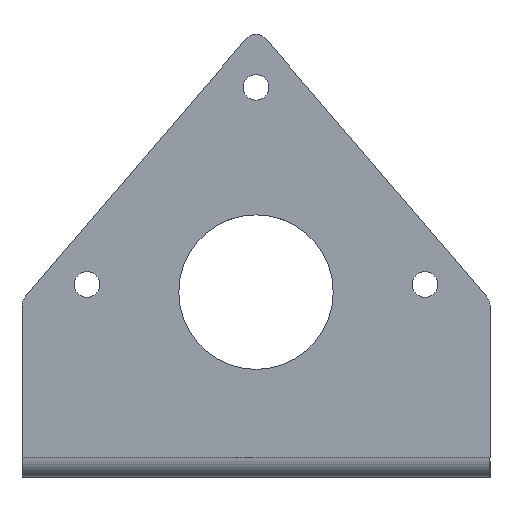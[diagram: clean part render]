
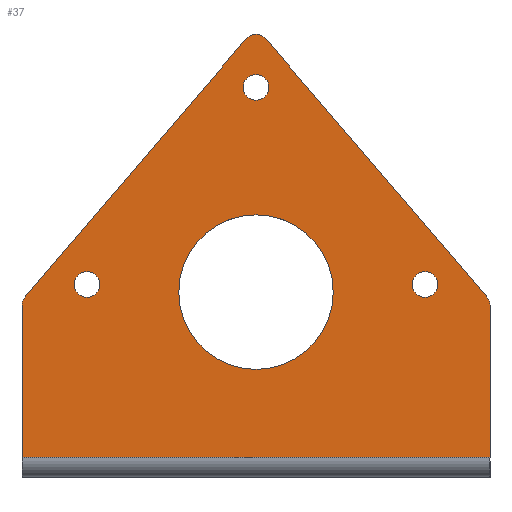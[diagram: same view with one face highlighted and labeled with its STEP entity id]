
A CAD part, top view. The second image highlights one B-rep face of the part: STEP entity #37.
In plain terms, the highlighted planar face has unit normal (0, 0, 1).
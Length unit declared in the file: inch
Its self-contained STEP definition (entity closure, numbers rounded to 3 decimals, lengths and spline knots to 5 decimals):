
#1 = ORIENTED_EDGE ( 'NONE', *, *, #466, .T. ) ;
#10 = CARTESIAN_POINT ( 'NONE',  ( 1.7233, 4.17236, 0.125 ) ) ;
#20 = DIRECTION ( 'NONE',  ( 1., 0., 0. ) ) ;
#24 = AXIS2_PLACEMENT_3D ( 'NONE', #178, #611, #469 ) ;
#35 = DIRECTION ( 'NONE',  ( 1., 0., 0. ) ) ;
#37 = ADVANCED_FACE ( 'NONE', ( #194, #478, #385, #411, #402 ), #552, .T. ) ;
#46 = ORIENTED_EDGE ( 'NONE', *, *, #167, .T. ) ;
#50 = CARTESIAN_POINT ( 'NONE',  ( 1.87513, 4.17236, 0.125 ) ) ;
#52 = DIRECTION ( 'NONE',  ( -0.651, 0.759, 0. ) ) ;
#64 = EDGE_CURVE ( 'NONE', #818, #818, #196, .T. ) ;
#66 = CARTESIAN_POINT ( 'NONE',  ( 3.59843, -2.46498, 0.125 ) ) ;
#77 = CARTESIAN_POINT ( 'NONE',  ( 0., -2.46498, 0.125 ) ) ;
#80 = DIRECTION ( 'NONE',  ( 0., 1., 0. ) ) ;
#89 = ORIENTED_EDGE ( 'NONE', *, *, #267, .F. ) ;
#91 = CIRCLE ( 'NONE', #453, 0.09843 ) ;
#94 = CARTESIAN_POINT ( 'NONE',  ( 3.09843, 2.28464, 0.125 ) ) ;
#102 = VERTEX_POINT ( 'NONE', #50 ) ;
#105 = DIRECTION ( 'NONE',  ( 1., 0., 0. ) ) ;
#106 = CARTESIAN_POINT ( 'NONE',  ( 1.79921, 2.22559, 0.125 ) ) ;
#140 = VERTEX_POINT ( 'NONE', #141 ) ;
#141 = CARTESIAN_POINT ( 'NONE',  ( 1.89764, 3.8, 0.125 ) ) ;
#143 = ORIENTED_EDGE ( 'NONE', *, *, #672, .F. ) ;
#166 = DIRECTION ( 'NONE',  ( 1., 0., 0. ) ) ;
#167 = EDGE_CURVE ( 'NONE', #179, #713, #295, .T. ) ;
#172 = LINE ( 'NONE', #66, #339 ) ;
#176 = ORIENTED_EDGE ( 'NONE', *, *, #308, .F. ) ;
#178 = CARTESIAN_POINT ( 'NONE',  ( 0.5, 2.28464, 0.125 ) ) ;
#179 = VERTEX_POINT ( 'NONE', #700 ) ;
#194 = FACE_BOUND ( 'NONE', #621, .T. ) ;
#196 = CIRCLE ( 'NONE', #24, 0.09843 ) ;
#207 = VECTOR ( 'NONE', #80, 39.37008 ) ;
#212 = DIRECTION ( 'NONE',  ( -0.651, -0.759, 0. ) ) ;
#232 = EDGE_LOOP ( 'NONE', ( #606 ) ) ;
#237 = CARTESIAN_POINT ( 'NONE',  ( 2.39321, 2.22559, 0.125 ) ) ;
#267 = EDGE_CURVE ( 'NONE', #179, #781, #470, .T. ) ;
#286 = VERTEX_POINT ( 'NONE', #639 ) ;
#295 = LINE ( 'NONE', #515, #330 ) ;
#298 = CARTESIAN_POINT ( 'NONE',  ( 3.59843, 0.95459, 0.125 ) ) ;
#302 = DIRECTION ( 'NONE',  ( 0., 0., 1. ) ) ;
#308 = EDGE_CURVE ( 'NONE', #140, #140, #91, .T. ) ;
#323 = ORIENTED_EDGE ( 'NONE', *, *, #675, .T. ) ;
#324 = CARTESIAN_POINT ( 'NONE',  ( 3.59843, 2.12537, 0.125 ) ) ;
#330 = VECTOR ( 'NONE', #873, 39.37008 ) ;
#332 = VERTEX_POINT ( 'NONE', #324 ) ;
#334 = VECTOR ( 'NONE', #212, 39.37008 ) ;
#339 = VECTOR ( 'NONE', #559, 39.37008 ) ;
#346 = CARTESIAN_POINT ( 'NONE',  ( 0., 2.12537, 0.125 ) ) ;
#351 = LINE ( 'NONE', #415, #334 ) ;
#359 = ORIENTED_EDGE ( 'NONE', *, *, #737, .F. ) ;
#365 = ORIENTED_EDGE ( 'NONE', *, *, #875, .T. ) ;
#375 = AXIS2_PLACEMENT_3D ( 'NONE', #791, #302, #727 ) ;
#385 = FACE_BOUND ( 'NONE', #667, .T. ) ;
#402 = FACE_OUTER_BOUND ( 'NONE', #468, .T. ) ;
#404 = EDGE_LOOP ( 'NONE', ( #359 ) ) ;
#411 = FACE_BOUND ( 'NONE', #404, .T. ) ;
#415 = CARTESIAN_POINT ( 'NONE',  ( -1.53261, 0.37478, 0.125 ) ) ;
#426 = AXIS2_PLACEMENT_3D ( 'NONE', #661, #592, #105 ) ;
#427 = DIRECTION ( 'NONE',  ( 0., 0., 1. ) ) ;
#433 = CIRCLE ( 'NONE', #681, 0.09843 ) ;
#436 = VERTEX_POINT ( 'NONE', #817 ) ;
#443 = DIRECTION ( 'NONE',  ( 0., 0., -1. ) ) ;
#445 = VERTEX_POINT ( 'NONE', #695 ) ;
#452 = ORIENTED_EDGE ( 'NONE', *, *, #684, .T. ) ;
#453 = AXIS2_PLACEMENT_3D ( 'NONE', #832, #427, #20 ) ;
#454 = DIRECTION ( 'NONE',  ( 1., 0., 0. ) ) ;
#459 = CARTESIAN_POINT ( 'NONE',  ( 5.11442, 0.39416, 0.125 ) ) ;
#466 = EDGE_CURVE ( 'NONE', #713, #332, #172, .T. ) ;
#468 = EDGE_LOOP ( 'NONE', ( #89, #46, #1, #838, #658, #323, #365, #452 ) ) ;
#469 = DIRECTION ( 'NONE',  ( 1., 0., 0. ) ) ;
#470 = LINE ( 'NONE', #77, #207 ) ;
#478 = FACE_BOUND ( 'NONE', #232, .T. ) ;
#490 = CARTESIAN_POINT ( 'NONE',  ( 1.7796, -2.46498, 0.125 ) ) ;
#515 = CARTESIAN_POINT ( 'NONE',  ( 0., 0.95459, 0.125 ) ) ;
#519 = DIRECTION ( 'NONE',  ( 0., 0., 1. ) ) ;
#528 = AXIS2_PLACEMENT_3D ( 'NONE', #106, #531, #454 ) ;
#531 = DIRECTION ( 'NONE',  ( 0., 0., 1. ) ) ;
#548 = CARTESIAN_POINT ( 'NONE',  ( 0.59843, 2.28464, 0.125 ) ) ;
#552 = PLANE ( 'NONE',  #589 ) ;
#559 = DIRECTION ( 'NONE',  ( 0., 1., 0. ) ) ;
#560 = CIRCLE ( 'NONE', #375, 0.1 ) ;
#589 = AXIS2_PLACEMENT_3D ( 'NONE', #490, #772, #808 ) ;
#592 = DIRECTION ( 'NONE',  ( 0., 0., 1. ) ) ;
#593 = CIRCLE ( 'NONE', #426, 0.1 ) ;
#606 = ORIENTED_EDGE ( 'NONE', *, *, #64, .F. ) ;
#611 = DIRECTION ( 'NONE',  ( 0., 0., 1. ) ) ;
#621 = EDGE_LOOP ( 'NONE', ( #143 ) ) ;
#639 = CARTESIAN_POINT ( 'NONE',  ( 3.57434, 2.19046, 0.125 ) ) ;
#651 = EDGE_CURVE ( 'NONE', #286, #102, #750, .T. ) ;
#658 = ORIENTED_EDGE ( 'NONE', *, *, #651, .T. ) ;
#661 = CARTESIAN_POINT ( 'NONE',  ( 1.79921, 4.10727, 0.125 ) ) ;
#667 = EDGE_LOOP ( 'NONE', ( #176 ) ) ;
#672 = EDGE_CURVE ( 'NONE', #867, #867, #837, .T. ) ;
#675 = EDGE_CURVE ( 'NONE', #102, #826, #593, .T. ) ;
#681 = AXIS2_PLACEMENT_3D ( 'NONE', #94, #519, #35 ) ;
#684 = EDGE_CURVE ( 'NONE', #436, #781, #560, .T. ) ;
#695 = CARTESIAN_POINT ( 'NONE',  ( 3.19685, 2.28464, 0.125 ) ) ;
#700 = CARTESIAN_POINT ( 'NONE',  ( 0., 0.95459, 0.125 ) ) ;
#713 = VERTEX_POINT ( 'NONE', #298 ) ;
#727 = DIRECTION ( 'NONE',  ( 1., 0., 0. ) ) ;
#735 = AXIS2_PLACEMENT_3D ( 'NONE', #848, #443, #166 ) ;
#737 = EDGE_CURVE ( 'NONE', #445, #445, #433, .T. ) ;
#750 = LINE ( 'NONE', #459, #880 ) ;
#772 = DIRECTION ( 'NONE',  ( 0., 0., 1. ) ) ;
#781 = VERTEX_POINT ( 'NONE', #346 ) ;
#791 = CARTESIAN_POINT ( 'NONE',  ( 0.1, 2.12537, 0.125 ) ) ;
#802 = EDGE_CURVE ( 'NONE', #286, #332, #806, .T. ) ;
#806 = CIRCLE ( 'NONE', #735, 0.1 ) ;
#808 = DIRECTION ( 'NONE',  ( 1., 0., 0. ) ) ;
#817 = CARTESIAN_POINT ( 'NONE',  ( 0.02408, 2.19046, 0.125 ) ) ;
#818 = VERTEX_POINT ( 'NONE', #548 ) ;
#826 = VERTEX_POINT ( 'NONE', #10 ) ;
#832 = CARTESIAN_POINT ( 'NONE',  ( 1.79921, 3.8, 0.125 ) ) ;
#837 = CIRCLE ( 'NONE', #528, 0.594 ) ;
#838 = ORIENTED_EDGE ( 'NONE', *, *, #802, .F. ) ;
#848 = CARTESIAN_POINT ( 'NONE',  ( 3.49843, 2.12537, 0.125 ) ) ;
#867 = VERTEX_POINT ( 'NONE', #237 ) ;
#873 = DIRECTION ( 'NONE',  ( 1., 0., 0. ) ) ;
#875 = EDGE_CURVE ( 'NONE', #826, #436, #351, .T. ) ;
#880 = VECTOR ( 'NONE', #52, 39.37008 ) ;
